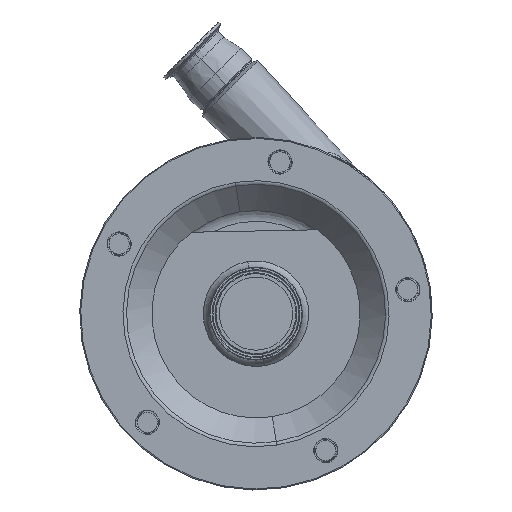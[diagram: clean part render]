
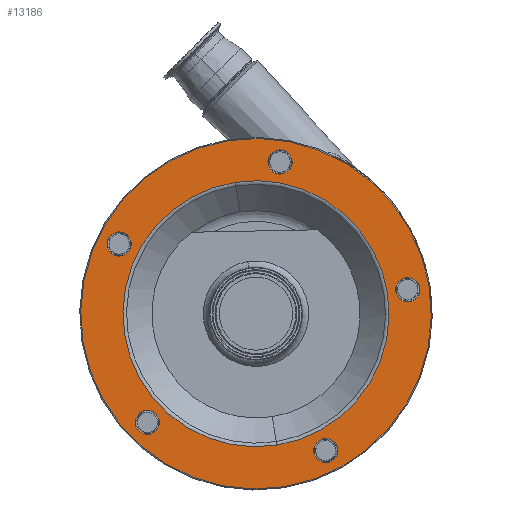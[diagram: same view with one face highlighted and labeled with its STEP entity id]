
A CAD part, top view. The second image highlights one B-rep face of the part: STEP entity #13186.
In plain terms, the highlighted planar face has unit normal (0, 0, 1).
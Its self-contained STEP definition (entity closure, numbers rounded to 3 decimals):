
#162 = FACE_OUTER_BOUND ( 'NONE', #5769, .T. ) ;
#198 = VERTEX_POINT ( 'NONE', #15493 ) ;
#399 = AXIS2_PLACEMENT_3D ( 'NONE', #15232, #3746, #3903 ) ;
#520 = AXIS2_PLACEMENT_3D ( 'NONE', #11061, #1746, #3097 ) ;
#598 = DIRECTION ( 'NONE',  ( 0.156, -0.988, 0. ) ) ;
#642 = CARTESIAN_POINT ( 'NONE',  ( -137.756, 81.086, 96.5 ) ) ;
#718 = ORIENTED_EDGE ( 'NONE', *, *, #16333, .T. ) ;
#750 = CARTESIAN_POINT ( 'NONE',  ( 0., 0., 96.5 ) ) ;
#790 = CARTESIAN_POINT ( 'NONE',  ( -105.957, -119.686, 96.5 ) ) ;
#1028 = DIRECTION ( 'NONE',  ( 0., 0., -1. ) ) ;
#1081 = CIRCLE ( 'NONE', #12926, 12. ) ;
#1290 = AXIS2_PLACEMENT_3D ( 'NONE', #3554, #1028, #12684 ) ;
#1507 = DIRECTION ( 'NONE',  ( 0.156, -0.988, 0. ) ) ;
#1681 = PLANE ( 'NONE',  #16121 ) ;
#1715 = EDGE_CURVE ( 'NONE', #3947, #8040, #1081, .T. ) ;
#1746 = DIRECTION ( 'NONE',  ( 0., 0., -1. ) ) ;
#1905 = EDGE_CURVE ( 'NONE', #4148, #11001, #15103, .T. ) ;
#1918 = AXIS2_PLACEMENT_3D ( 'NONE', #10917, #12248, #15875 ) ;
#2101 = AXIS2_PLACEMENT_3D ( 'NONE', #750, #4639, #5915 ) ;
#2134 = CIRCLE ( 'NONE', #520, 174. ) ;
#2469 = VERTEX_POINT ( 'NONE', #4961 ) ;
#2486 = VERTEX_POINT ( 'NONE', #8072 ) ;
#2527 = EDGE_CURVE ( 'NONE', #13361, #6120, #10940, .T. ) ;
#2691 = DIRECTION ( 'NONE',  ( 0., 0., -1. ) ) ;
#2913 = ORIENTED_EDGE ( 'NONE', *, *, #5864, .T. ) ;
#3097 = DIRECTION ( 'NONE',  ( 0.156, -0.988, 0. ) ) ;
#3119 = DIRECTION ( 'NONE',  ( 0., 0., -1. ) ) ;
#3182 = DIRECTION ( 'NONE',  ( 0.156, -0.988, 0. ) ) ;
#3214 = CIRCLE ( 'NONE', #13183, 12. ) ;
#3554 = CARTESIAN_POINT ( 'NONE',  ( 23.856, 150.622, 96.5 ) ) ;
#3576 = CARTESIAN_POINT ( 'NONE',  ( 71.111, -147.731, 96.5 ) ) ;
#3629 = AXIS2_PLACEMENT_3D ( 'NONE', #9256, #5642, #11695 ) ;
#3746 = DIRECTION ( 'NONE',  ( 0., 0., -1. ) ) ;
#3826 = CIRCLE ( 'NONE', #6016, 12. ) ;
#3903 = DIRECTION ( 'NONE',  ( 0.156, -0.988, 0. ) ) ;
#3942 = FACE_BOUND ( 'NONE', #10173, .T. ) ;
#3947 = VERTEX_POINT ( 'NONE', #3576 ) ;
#4012 = DIRECTION ( 'NONE',  ( 0., 0., -1. ) ) ;
#4088 = AXIS2_PLACEMENT_3D ( 'NONE', #14150, #4012, #9174 ) ;
#4148 = VERTEX_POINT ( 'NONE', #790 ) ;
#4365 = CARTESIAN_POINT ( 'NONE',  ( 152.5, 12.004, 96.5 ) ) ;
#4392 = CARTESIAN_POINT ( 'NONE',  ( 0., 0., 96.5 ) ) ;
#4639 = DIRECTION ( 'NONE',  ( 0., 0., -1. ) ) ;
#4763 = DIRECTION ( 'NONE',  ( 0.156, -0.988, 0. ) ) ;
#4860 = ORIENTED_EDGE ( 'NONE', *, *, #14620, .T. ) ;
#4961 = CARTESIAN_POINT ( 'NONE',  ( -134.001, 57.381, 96.5 ) ) ;
#4995 = DIRECTION ( 'NONE',  ( 0.156, -0.988, 0. ) ) ;
#5160 = ORIENTED_EDGE ( 'NONE', *, *, #8123, .T. ) ;
#5383 = EDGE_CURVE ( 'NONE', #7855, #10945, #14491, .T. ) ;
#5578 = DIRECTION ( 'NONE',  ( 0.156, -0.988, 0. ) ) ;
#5642 = DIRECTION ( 'NONE',  ( 0., 0., -1. ) ) ;
#5656 = ORIENTED_EDGE ( 'NONE', *, *, #11808, .T. ) ;
#5769 = EDGE_LOOP ( 'NONE', ( #14353, #13193 ) ) ;
#5811 = ORIENTED_EDGE ( 'NONE', *, *, #1715, .T. ) ;
#5864 = EDGE_CURVE ( 'NONE', #2486, #9027, #10489, .T. ) ;
#5915 = DIRECTION ( 'NONE',  ( 0.156, -0.988, 0. ) ) ;
#6016 = AXIS2_PLACEMENT_3D ( 'NONE', #12987, #2691, #1507 ) ;
#6120 = VERTEX_POINT ( 'NONE', #4365 ) ;
#6511 = EDGE_LOOP ( 'NONE', ( #8426, #6884 ) ) ;
#6884 = ORIENTED_EDGE ( 'NONE', *, *, #11618, .T. ) ;
#7082 = DIRECTION ( 'NONE',  ( 0., 0., -1. ) ) ;
#7618 = CARTESIAN_POINT ( 'NONE',  ( -135.878, 69.234, 96.5 ) ) ;
#7753 = EDGE_CURVE ( 'NONE', #12174, #2469, #13269, .T. ) ;
#7755 = FACE_BOUND ( 'NONE', #15163, .T. ) ;
#7855 = VERTEX_POINT ( 'NONE', #16253 ) ;
#8040 = VERTEX_POINT ( 'NONE', #16128 ) ;
#8072 = CARTESIAN_POINT ( 'NONE',  ( 21.979, 162.475, 96.5 ) ) ;
#8116 = CIRCLE ( 'NONE', #1918, 12. ) ;
#8123 = EDGE_CURVE ( 'NONE', #8040, #3947, #3826, .T. ) ;
#8426 = ORIENTED_EDGE ( 'NONE', *, *, #7753, .T. ) ;
#8788 = DIRECTION ( 'NONE',  ( 0., 0., -1. ) ) ;
#9024 = FACE_BOUND ( 'NONE', #15382, .T. ) ;
#9027 = VERTEX_POINT ( 'NONE', #13969 ) ;
#9035 = EDGE_CURVE ( 'NONE', #10945, #7855, #15211, .T. ) ;
#9174 = DIRECTION ( 'NONE',  ( 0.156, -0.988, 0. ) ) ;
#9256 = CARTESIAN_POINT ( 'NONE',  ( 150.622, 23.856, 96.5 ) ) ;
#9722 = CARTESIAN_POINT ( 'NONE',  ( -27.22, 171.858, 96.5 ) ) ;
#9933 = ORIENTED_EDGE ( 'NONE', *, *, #5383, .T. ) ;
#9998 = AXIS2_PLACEMENT_3D ( 'NONE', #16123, #12425, #16034 ) ;
#10077 = CARTESIAN_POINT ( 'NONE',  ( 150.622, 23.856, 96.5 ) ) ;
#10142 = EDGE_LOOP ( 'NONE', ( #9933, #13360 ) ) ;
#10161 = DIRECTION ( 'NONE',  ( 0., 0., -1. ) ) ;
#10163 = AXIS2_PLACEMENT_3D ( 'NONE', #4392, #3119, #598 ) ;
#10173 = EDGE_LOOP ( 'NONE', ( #5160, #5811 ) ) ;
#10349 = CARTESIAN_POINT ( 'NONE',  ( 148.745, 35.709, 96.5 ) ) ;
#10407 = CARTESIAN_POINT ( 'NONE',  ( 69.234, -135.878, 96.5 ) ) ;
#10431 = CIRCLE ( 'NONE', #10163, 174. ) ;
#10489 = CIRCLE ( 'NONE', #1290, 12. ) ;
#10742 = EDGE_LOOP ( 'NONE', ( #14984, #5656 ) ) ;
#10826 = EDGE_CURVE ( 'NONE', #14966, #198, #10431, .T. ) ;
#10917 = CARTESIAN_POINT ( 'NONE',  ( 23.856, 150.622, 96.5 ) ) ;
#10940 = CIRCLE ( 'NONE', #3629, 12. ) ;
#10945 = VERTEX_POINT ( 'NONE', #16686 ) ;
#11001 = VERTEX_POINT ( 'NONE', #11392 ) ;
#11061 = CARTESIAN_POINT ( 'NONE',  ( 0., 0., 96.5 ) ) ;
#11198 = DIRECTION ( 'NONE',  ( 0., 0., -1. ) ) ;
#11259 = CIRCLE ( 'NONE', #12320, 12. ) ;
#11392 = CARTESIAN_POINT ( 'NONE',  ( -109.711, -95.982, 96.5 ) ) ;
#11618 = EDGE_CURVE ( 'NONE', #2469, #12174, #14759, .T. ) ;
#11695 = DIRECTION ( 'NONE',  ( 0.156, -0.988, 0. ) ) ;
#11808 = EDGE_CURVE ( 'NONE', #6120, #13361, #11259, .T. ) ;
#11930 = ORIENTED_EDGE ( 'NONE', *, *, #1905, .T. ) ;
#11986 = CARTESIAN_POINT ( 'NONE',  ( -27.22, 171.858, 96.5 ) ) ;
#12174 = VERTEX_POINT ( 'NONE', #642 ) ;
#12248 = DIRECTION ( 'NONE',  ( 0., 0., -1. ) ) ;
#12320 = AXIS2_PLACEMENT_3D ( 'NONE', #10077, #10161, #16467 ) ;
#12425 = DIRECTION ( 'NONE',  ( 0., 0., -1. ) ) ;
#12684 = DIRECTION ( 'NONE',  ( 0.156, -0.988, 0. ) ) ;
#12926 = AXIS2_PLACEMENT_3D ( 'NONE', #10407, #8788, #4995 ) ;
#12984 = FACE_BOUND ( 'NONE', #6511, .T. ) ;
#12987 = CARTESIAN_POINT ( 'NONE',  ( 69.234, -135.878, 96.5 ) ) ;
#13128 = AXIS2_PLACEMENT_3D ( 'NONE', #7618, #11198, #4763 ) ;
#13183 = AXIS2_PLACEMENT_3D ( 'NONE', #15925, #7082, #3182 ) ;
#13186 = ADVANCED_FACE ( 'NONE', ( #9024, #12984, #7755, #3942, #14256, #162, #13248 ), #1681, .F. ) ;
#13193 = ORIENTED_EDGE ( 'NONE', *, *, #10826, .F. ) ;
#13248 = FACE_BOUND ( 'NONE', #10142, .T. ) ;
#13269 = CIRCLE ( 'NONE', #4088, 12. ) ;
#13360 = ORIENTED_EDGE ( 'NONE', *, *, #9035, .T. ) ;
#13361 = VERTEX_POINT ( 'NONE', #10349 ) ;
#13969 = CARTESIAN_POINT ( 'NONE',  ( 25.733, 138.77, 96.5 ) ) ;
#14150 = CARTESIAN_POINT ( 'NONE',  ( -135.878, 69.234, 96.5 ) ) ;
#14256 = FACE_BOUND ( 'NONE', #10742, .T. ) ;
#14353 = ORIENTED_EDGE ( 'NONE', *, *, #14570, .F. ) ;
#14491 = CIRCLE ( 'NONE', #2101, 132.071 ) ;
#14570 = EDGE_CURVE ( 'NONE', #198, #14966, #2134, .T. ) ;
#14620 = EDGE_CURVE ( 'NONE', #11001, #4148, #3214, .T. ) ;
#14759 = CIRCLE ( 'NONE', #13128, 12. ) ;
#14966 = VERTEX_POINT ( 'NONE', #11986 ) ;
#14984 = ORIENTED_EDGE ( 'NONE', *, *, #2527, .T. ) ;
#15103 = CIRCLE ( 'NONE', #9998, 12. ) ;
#15163 = EDGE_LOOP ( 'NONE', ( #4860, #11930 ) ) ;
#15211 = CIRCLE ( 'NONE', #399, 132.071 ) ;
#15232 = CARTESIAN_POINT ( 'NONE',  ( 0., 0., 96.5 ) ) ;
#15382 = EDGE_LOOP ( 'NONE', ( #2913, #718 ) ) ;
#15493 = CARTESIAN_POINT ( 'NONE',  ( 27.22, -171.858, 96.5 ) ) ;
#15875 = DIRECTION ( 'NONE',  ( 0.156, -0.988, 0. ) ) ;
#15925 = CARTESIAN_POINT ( 'NONE',  ( -107.834, -107.834, 96.5 ) ) ;
#15940 = DIRECTION ( 'NONE',  ( 0., 0., -1. ) ) ;
#16034 = DIRECTION ( 'NONE',  ( 0.156, -0.988, 0. ) ) ;
#16121 = AXIS2_PLACEMENT_3D ( 'NONE', #9722, #15940, #5578 ) ;
#16123 = CARTESIAN_POINT ( 'NONE',  ( -107.834, -107.834, 96.5 ) ) ;
#16128 = CARTESIAN_POINT ( 'NONE',  ( 67.356, -124.026, 96.5 ) ) ;
#16253 = CARTESIAN_POINT ( 'NONE',  ( 20.66, -130.445, 96.5 ) ) ;
#16333 = EDGE_CURVE ( 'NONE', #9027, #2486, #8116, .T. ) ;
#16467 = DIRECTION ( 'NONE',  ( 0.156, -0.988, 0. ) ) ;
#16686 = CARTESIAN_POINT ( 'NONE',  ( -20.66, 130.445, 96.5 ) ) ;
